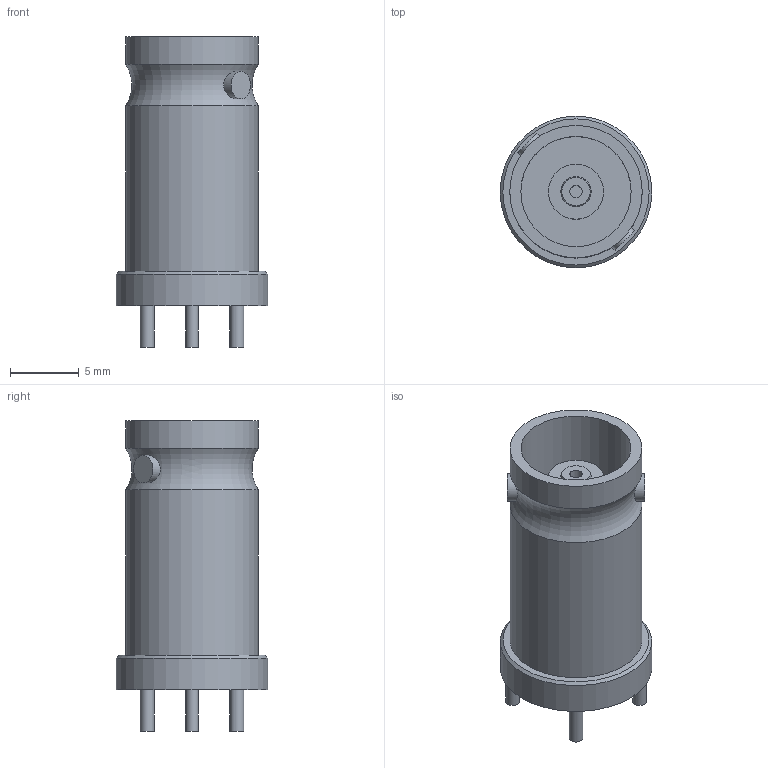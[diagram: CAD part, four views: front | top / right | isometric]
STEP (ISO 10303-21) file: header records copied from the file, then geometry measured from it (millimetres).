
FILE_DESCRIPTION(/* description */ (''),/* implementation_level */ '2;1');
FILE_NAME(/* name */ 'BNC-KE_jack.step',/* time_stamp */ '2022-08-29T15:07:43+03:00',/* author */ (''),/* organization */ (''),/* preprocessor_version */ 'ST-DEVELOPER v19',/* originating_system */ 'Autodesk Translation Framework v11.7.0.108',/* authorisation */ '');
FILE_SCHEMA (('AUTOMOTIVE_DESIGN { 1 0 10303 214 3 1 1 }'));
Length unit declared in the file: millimetre
Products named in the file (4): BNC-KE jack; Outer; Plastic insert; Center pin
Assembly tree (3 placements, depth 2):
  BNC-KE jack
    Outer
    Plastic insert
    Center pin
Bounding box: 11 x 11 x 22.5 mm (x, y, z)
Volume: 1087.6 mm3; surface area: 1627.6 mm2
Topology: 3 solids, 3 shells, 44 faces, 69 edges, 46 vertices
Faces by surface type: plane 21, cylinder 20, cone 2, torus 1
Full cylindrical faces by diameter (mm): 0.9 x2, 1 x4, 1.2 x2, 2 x4, 4 x2, 6 x1, 7.5 x1, 8 x1, 9.6 x2, 11 x1
Entity records: 1243 total; most frequent: CARTESIAN_POINT 247, DIRECTION 212, ORIENTED_EDGE 138, AXIS2_PLACEMENT_3D 95, EDGE_CURVE 69, EDGE_LOOP 63, VERTEX_POINT 46, FACE_OUTER_BOUND 44
